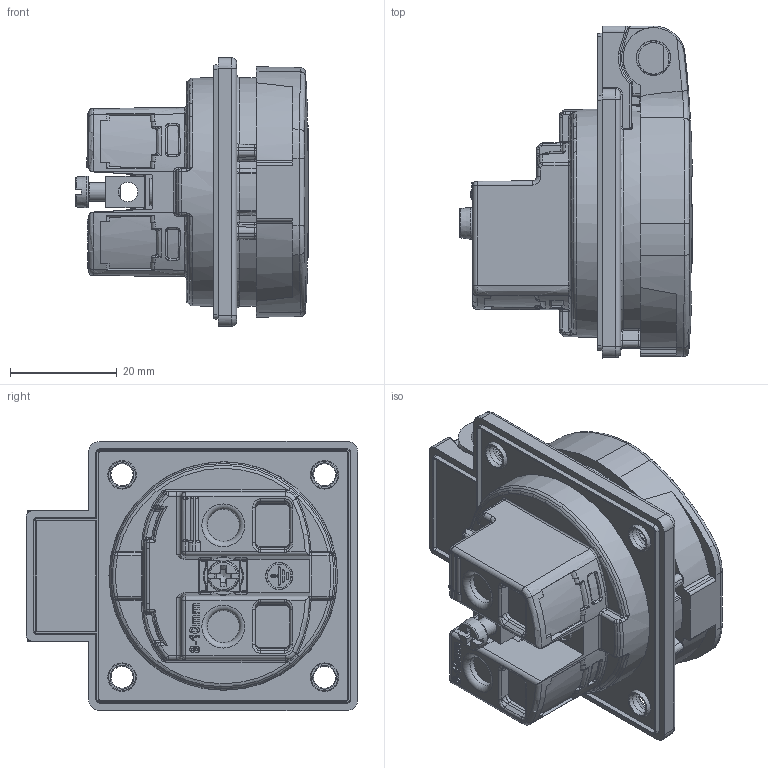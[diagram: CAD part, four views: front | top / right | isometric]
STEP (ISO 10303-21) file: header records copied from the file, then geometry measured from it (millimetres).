
FILE_DESCRIPTION (( 'STEP AP203' ), '1' );
FILE_NAME ('1050-0bsc.STEP', '2019-08-06T05:40:10', ( '' ), ( '' ), 'SwSTEP 2.0', 'SolidWorks 2019', '' );
FILE_SCHEMA (( 'CONFIG_CONTROL_DESIGN' ));
Length unit declared in the file: millimetre
Products named in the file (1): 1050-0bsc
Bounding box: 43.72 x 62.25 x 50.5 mm (x, y, z)
Volume: 56200.3 mm3; surface area: 15182 mm2
Topology: 1 solids, 1 shells, 1165 faces, 2961 edges, 1800 vertices
Faces by surface type: plane 370, cylinder 289, bspline 267, torus 119, cone 96, sphere 24
Full cylindrical faces by diameter (mm): 3.5 x1, 3.6 x1, 6.5 x3
Entity records: 42057 total; most frequent: CARTESIAN_POINT 16776, ORIENTED_EDGE 5720, DIRECTION 4641, EDGE_CURVE 2860, VERTEX_POINT 1773, AXIS2_PLACEMENT_3D 1744, EDGE_LOOP 1261, FACE_OUTER_BOUND 1179
